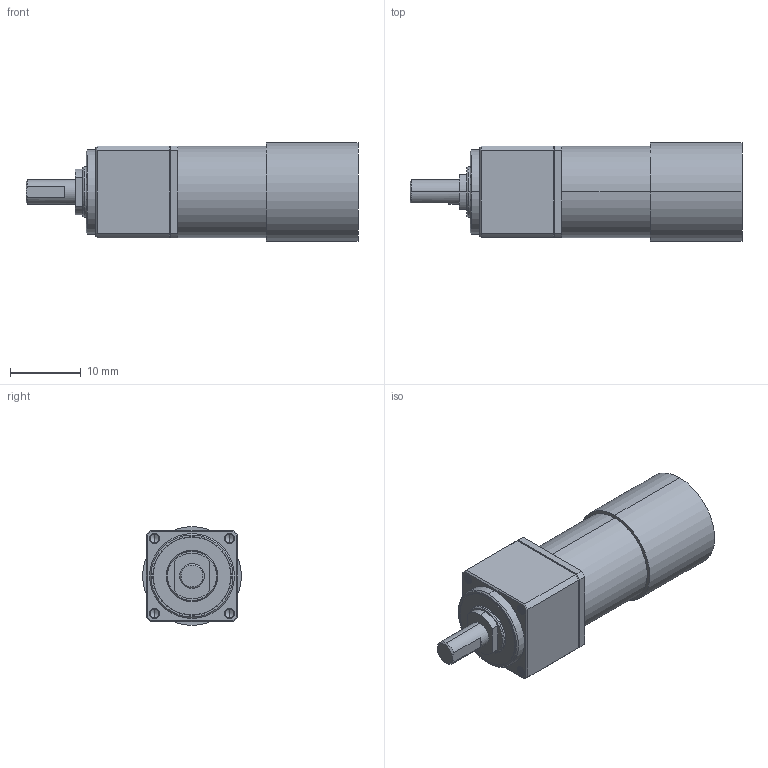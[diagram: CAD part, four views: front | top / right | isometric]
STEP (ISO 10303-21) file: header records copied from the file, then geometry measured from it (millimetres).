
FILE_DESCRIPTION(('no description'),'unknown implementation level');
FILE_NAME('RSF_3C_30_E020_C_5.stp',' ',('Harmonic Drive AG'),('CADClick - KiM GmbH - www.kimweb.de'),'unknown preprocess','ACIS','unknown authorization');
FILE_SCHEMA(('automotive_design'));
Length unit declared in the file: millimetre
Products named in the file (8): 1; 2; 3; 4; 5; 6; 7; 8
Bounding box: 47 x 14 x 14 mm (x, y, z)
Volume: 5435.7 mm3; surface area: 3158.5 mm2
Topology: 8 solids, 9 shells, 962 faces, 1991 edges, 1036 vertices
Faces by surface type: cone 797, cylinder 80, plane 55, torus 16, sphere 14
Entity records: 47533 total; most frequent: DIRECTION 4857, CARTESIAN_POINT 4251, STYLED_ITEM 3953, PRESENTATION_STYLE_ASSIGNMENT 3953, COLOUR_RGB 3953, ORIENTED_EDGE 3894, AXIS2_PLACEMENT_3D 1974, EDGE_CURVE 1947
